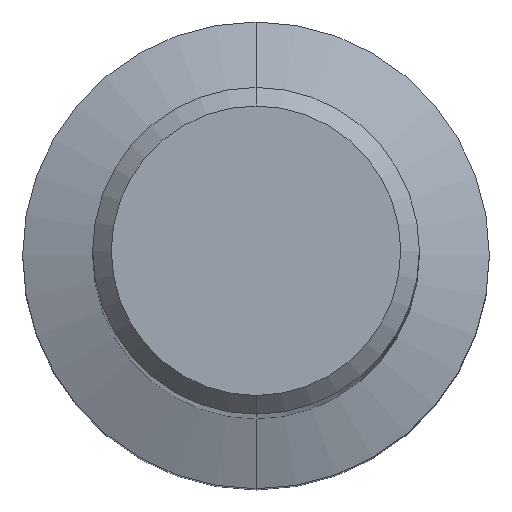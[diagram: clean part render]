
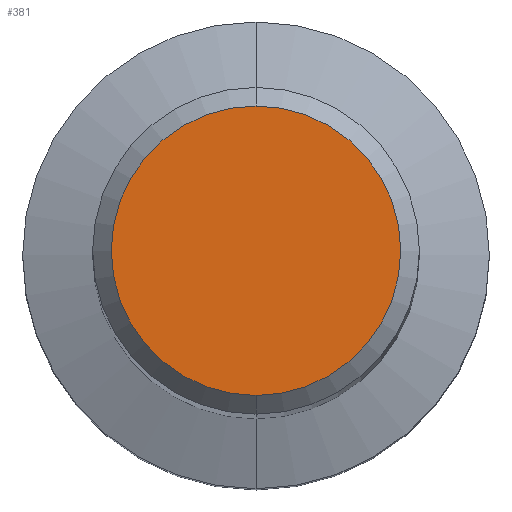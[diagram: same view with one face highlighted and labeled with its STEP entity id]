
A CAD part, top view. The second image highlights one B-rep face of the part: STEP entity #381.
In plain terms, the highlighted planar face has unit normal (0, 0, 1).
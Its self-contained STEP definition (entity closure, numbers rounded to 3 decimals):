
#303=EDGE_CURVE('',#335,#471,#670,.T.);
#335=VERTEX_POINT('',#706);
#349=EDGE_CURVE('',#471,#335,#721,.T.);
#381=ADVANCED_FACE('',(#756),#757,.T.);
#471=VERTEX_POINT('',#857);
#670=CIRCLE('',#1132,3.1);
#706=CARTESIAN_POINT('',(0.0,3.1,0.0));
#721=CIRCLE('',#1197,3.1);
#756=FACE_OUTER_BOUND('',#1275,.T.);
#757=PLANE('',#1276);
#857=CARTESIAN_POINT('',(0.,-3.1,0.0));
#1132=AXIS2_PLACEMENT_3D('',#1755,#1756,#1757);
#1197=AXIS2_PLACEMENT_3D('',#1811,#1812,#1813);
#1275=EDGE_LOOP('',(#1848,#1849));
#1276=AXIS2_PLACEMENT_3D('',#1850,#1851,#1852);
#1755=CARTESIAN_POINT('',(0.0,0.0,0.0));
#1756=DIRECTION('',(0.0,0.0,-1.0));
#1757=DIRECTION('',(0.0,1.0,0.0));
#1811=CARTESIAN_POINT('',(0.0,0.0,0.0));
#1812=DIRECTION('',(0.0,0.0,-1.0));
#1813=DIRECTION('',(0.0,1.0,0.0));
#1848=ORIENTED_EDGE('',*,*,#303,.F.);
#1849=ORIENTED_EDGE('',*,*,#349,.F.);
#1850=CARTESIAN_POINT('',(0.0,1.55,0.0));
#1851=DIRECTION('',(-0.0,0.0,1.0));
#1852=DIRECTION('',(0.0,-1.0,0.0));
